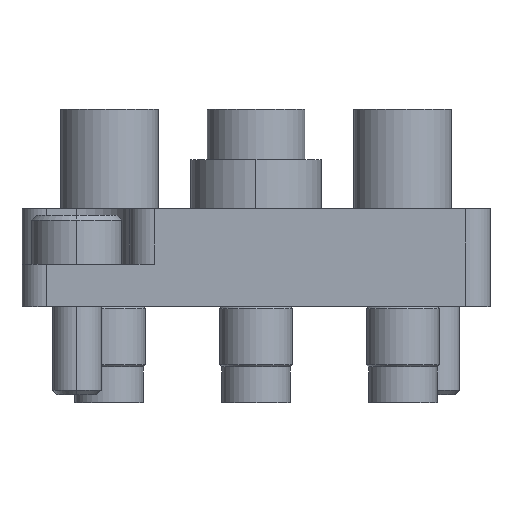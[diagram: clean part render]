
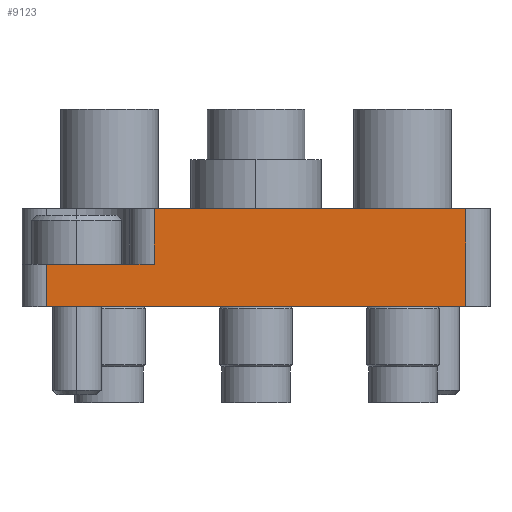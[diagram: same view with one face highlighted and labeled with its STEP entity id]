
A CAD part, front view. The second image highlights one B-rep face of the part: STEP entity #9123.
In plain terms, the highlighted face is planar.
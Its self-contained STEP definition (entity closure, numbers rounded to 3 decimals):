
#231 = AXIS2_PLACEMENT_3D ( 'NONE', #8056, #4586, #614 ) ;
#292 = PLANE ( 'NONE',  #231 ) ;
#397 = ORIENTED_EDGE ( 'NONE', *, *, #6534, .T. ) ;
#614 = DIRECTION ( 'NONE',  ( 0., 1., 0. ) ) ;
#1442 = CARTESIAN_POINT ( 'NONE',  ( 30., 6., 6.25 ) ) ;
#1491 = VERTEX_POINT ( 'NONE', #11612 ) ;
#1535 = VERTEX_POINT ( 'NONE', #1442 ) ;
#2062 = VECTOR ( 'NONE', #11609, 1000. ) ;
#2111 = CARTESIAN_POINT ( 'NONE',  ( 30., 2.6, 7.75 ) ) ;
#2743 = LINE ( 'NONE', #8005, #2062 ) ;
#2909 = DIRECTION ( 'NONE',  ( 0., 1., 0. ) ) ;
#3477 = VERTEX_POINT ( 'NONE', #3564 ) ;
#3564 = CARTESIAN_POINT ( 'NONE',  ( 30., 6., -12.85 ) ) ;
#3586 = VECTOR ( 'NONE', #2909, 1000. ) ;
#4032 = EDGE_CURVE ( 'NONE', #1491, #14234, #2743, .T. ) ;
#4314 = LINE ( 'NONE', #10676, #16680 ) ;
#4323 = EDGE_CURVE ( 'NONE', #14234, #6444, #5063, .T. ) ;
#4586 = DIRECTION ( 'NONE',  ( 1., 0., 0. ) ) ;
#4676 = FACE_OUTER_BOUND ( 'NONE', #14337, .T. ) ;
#5063 = LINE ( 'NONE', #10300, #7558 ) ;
#5423 = CARTESIAN_POINT ( 'NONE',  ( 30., 2.6, 6.25 ) ) ;
#5877 = CARTESIAN_POINT ( 'NONE',  ( 30., 2.6, 6.25 ) ) ;
#5914 = EDGE_CURVE ( 'NONE', #1535, #3477, #4314, .T. ) ;
#6444 = VERTEX_POINT ( 'NONE', #7174 ) ;
#6534 = EDGE_CURVE ( 'NONE', #1535, #7042, #9493, .T. ) ;
#7042 = VERTEX_POINT ( 'NONE', #5423 ) ;
#7174 = CARTESIAN_POINT ( 'NONE',  ( 30., 0., -12.85 ) ) ;
#7558 = VECTOR ( 'NONE', #7807, 1000. ) ;
#7807 = DIRECTION ( 'NONE',  ( 0., 0., -1. ) ) ;
#8005 = CARTESIAN_POINT ( 'NONE',  ( 30., 0., 12.85 ) ) ;
#8056 = CARTESIAN_POINT ( 'NONE',  ( 30., 6., 14.35 ) ) ;
#8168 = VECTOR ( 'NONE', #13459, 1000. ) ;
#8575 = DIRECTION ( 'NONE',  ( 0., 0., -1. ) ) ;
#9123 = ADVANCED_FACE ( 'NONE', ( #4676 ), #292, .T. ) ;
#9452 = LINE ( 'NONE', #9544, #3586 ) ;
#9493 = LINE ( 'NONE', #5877, #8168 ) ;
#9544 = CARTESIAN_POINT ( 'NONE',  ( 30., 6., -12.85 ) ) ;
#9769 = ORIENTED_EDGE ( 'NONE', *, *, #4323, .T. ) ;
#10008 = ORIENTED_EDGE ( 'NONE', *, *, #16274, .T. ) ;
#10058 = ORIENTED_EDGE ( 'NONE', *, *, #5914, .F. ) ;
#10300 = CARTESIAN_POINT ( 'NONE',  ( 30., 0., 14.35 ) ) ;
#10676 = CARTESIAN_POINT ( 'NONE',  ( 30., 6., 14.35 ) ) ;
#11133 = CARTESIAN_POINT ( 'NONE',  ( 30., 0., 12.85 ) ) ;
#11370 = EDGE_CURVE ( 'NONE', #1491, #7042, #16497, .T. ) ;
#11609 = DIRECTION ( 'NONE',  ( 0., -1., 0. ) ) ;
#11612 = CARTESIAN_POINT ( 'NONE',  ( 30., 2.6, 12.85 ) ) ;
#11981 = VECTOR ( 'NONE', #8575, 1000. ) ;
#12024 = ORIENTED_EDGE ( 'NONE', *, *, #11370, .F. ) ;
#13459 = DIRECTION ( 'NONE',  ( 0., -1., 0. ) ) ;
#14234 = VERTEX_POINT ( 'NONE', #11133 ) ;
#14337 = EDGE_LOOP ( 'NONE', ( #10058, #397, #12024, #15397, #9769, #10008 ) ) ;
#14637 = DIRECTION ( 'NONE',  ( 0., 0., -1. ) ) ;
#15397 = ORIENTED_EDGE ( 'NONE', *, *, #4032, .T. ) ;
#16274 = EDGE_CURVE ( 'NONE', #6444, #3477, #9452, .T. ) ;
#16497 = LINE ( 'NONE', #2111, #11981 ) ;
#16680 = VECTOR ( 'NONE', #14637, 1000. ) ;
